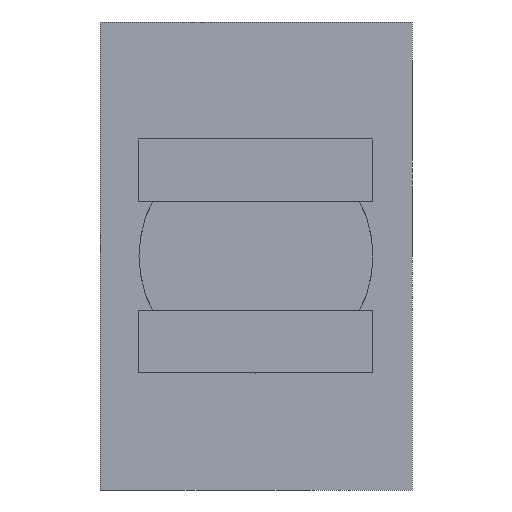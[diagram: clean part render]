
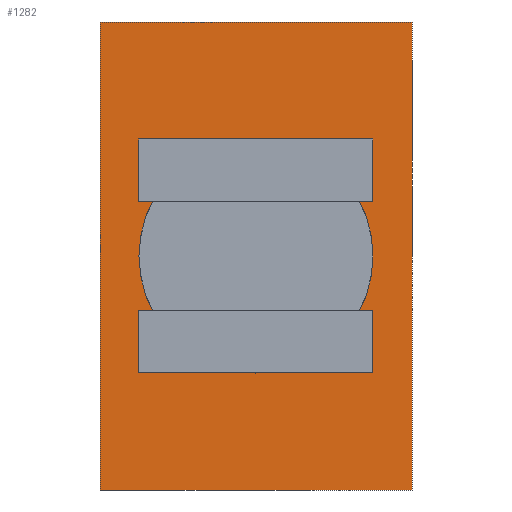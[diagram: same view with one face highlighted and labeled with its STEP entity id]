
A CAD part, left-side view. The second image highlights one B-rep face of the part: STEP entity #1282.
In plain terms, the highlighted planar face has unit normal (-1, 0, 0).
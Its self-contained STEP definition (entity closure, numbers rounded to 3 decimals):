
#21 = FACE_BOUND ( 'NONE', #1454, .T. ) ;
#103 = ORIENTED_EDGE ( 'NONE', *, *, #365, .F. ) ;
#207 = VERTEX_POINT ( 'NONE', #988 ) ;
#219 = EDGE_CURVE ( 'NONE', #1063, #207, #1049, .T. ) ;
#245 = DIRECTION ( 'NONE',  ( 0., 0., 1. ) ) ;
#291 = PLANE ( 'NONE',  #1230 ) ;
#325 = EDGE_CURVE ( 'NONE', #414, #1427, #482, .T. ) ;
#335 = ORIENTED_EDGE ( 'NONE', *, *, #1261, .T. ) ;
#350 = VERTEX_POINT ( 'NONE', #1491 ) ;
#352 = CARTESIAN_POINT ( 'NONE',  ( -27.5, 10., 0. ) ) ;
#358 = DIRECTION ( 'NONE',  ( 0., -1., 0. ) ) ;
#362 = ORIENTED_EDGE ( 'NONE', *, *, #219, .T. ) ;
#365 = EDGE_CURVE ( 'NONE', #1063, #350, #1496, .T. ) ;
#414 = VERTEX_POINT ( 'NONE', #1630 ) ;
#419 = CARTESIAN_POINT ( 'NONE',  ( -27.5, 0., 15. ) ) ;
#439 = ORIENTED_EDGE ( 'NONE', *, *, #325, .F. ) ;
#482 = CIRCLE ( 'NONE', #592, 7.5 ) ;
#533 = CARTESIAN_POINT ( 'NONE',  ( -27.5, 20., 15. ) ) ;
#551 = DIRECTION ( 'NONE',  ( -1., 0., 0. ) ) ;
#571 = DIRECTION ( 'NONE',  ( 1., 0., 0. ) ) ;
#592 = AXIS2_PLACEMENT_3D ( 'NONE', #1093, #551, #1371 ) ;
#826 = DIRECTION ( 'NONE',  ( 0., 0., -1. ) ) ;
#860 = CARTESIAN_POINT ( 'NONE',  ( -27.5, 20., -15. ) ) ;
#894 = CARTESIAN_POINT ( 'NONE',  ( -27.5, 20., 15. ) ) ;
#901 = VERTEX_POINT ( 'NONE', #1123 ) ;
#941 = VECTOR ( 'NONE', #1628, 1000. ) ;
#968 = AXIS2_PLACEMENT_3D ( 'NONE', #352, #1565, #1000 ) ;
#988 = CARTESIAN_POINT ( 'NONE',  ( -27.5, 0., -15. ) ) ;
#1000 = DIRECTION ( 'NONE',  ( 0., 0., 1. ) ) ;
#1038 = ORIENTED_EDGE ( 'NONE', *, *, #1512, .F. ) ;
#1049 = LINE ( 'NONE', #1143, #1561 ) ;
#1063 = VERTEX_POINT ( 'NONE', #860 ) ;
#1093 = CARTESIAN_POINT ( 'NONE',  ( -27.5, 10., 0. ) ) ;
#1123 = CARTESIAN_POINT ( 'NONE',  ( -27.5, 0., 15. ) ) ;
#1143 = CARTESIAN_POINT ( 'NONE',  ( -27.5, 20., -15. ) ) ;
#1151 = CARTESIAN_POINT ( 'NONE',  ( -27.5, 10., -7.5 ) ) ;
#1230 = AXIS2_PLACEMENT_3D ( 'NONE', #1509, #571, #826 ) ;
#1260 = LINE ( 'NONE', #419, #941 ) ;
#1261 = EDGE_CURVE ( 'NONE', #207, #901, #1260, .T. ) ;
#1282 = ADVANCED_FACE ( 'NONE', ( #21, #1381 ), #291, .F. ) ;
#1371 = DIRECTION ( 'NONE',  ( 0., 0., 1. ) ) ;
#1381 = FACE_OUTER_BOUND ( 'NONE', #1402, .T. ) ;
#1385 = EDGE_CURVE ( 'NONE', #1427, #414, #1734, .T. ) ;
#1402 = EDGE_LOOP ( 'NONE', ( #335, #1038, #103, #362 ) ) ;
#1427 = VERTEX_POINT ( 'NONE', #1151 ) ;
#1454 = EDGE_LOOP ( 'NONE', ( #1606, #439 ) ) ;
#1491 = CARTESIAN_POINT ( 'NONE',  ( -27.5, 20., 15. ) ) ;
#1496 = LINE ( 'NONE', #533, #1589 ) ;
#1509 = CARTESIAN_POINT ( 'NONE',  ( -27.5, 20., 15. ) ) ;
#1512 = EDGE_CURVE ( 'NONE', #350, #901, #1705, .T. ) ;
#1561 = VECTOR ( 'NONE', #1680, 1000. ) ;
#1565 = DIRECTION ( 'NONE',  ( -1., 0., 0. ) ) ;
#1589 = VECTOR ( 'NONE', #245, 1000. ) ;
#1606 = ORIENTED_EDGE ( 'NONE', *, *, #1385, .F. ) ;
#1628 = DIRECTION ( 'NONE',  ( 0., 0., 1. ) ) ;
#1630 = CARTESIAN_POINT ( 'NONE',  ( -27.5, 10., 7.5 ) ) ;
#1648 = VECTOR ( 'NONE', #358, 1000. ) ;
#1680 = DIRECTION ( 'NONE',  ( 0., -1., 0. ) ) ;
#1705 = LINE ( 'NONE', #894, #1648 ) ;
#1734 = CIRCLE ( 'NONE', #968, 7.5 ) ;
